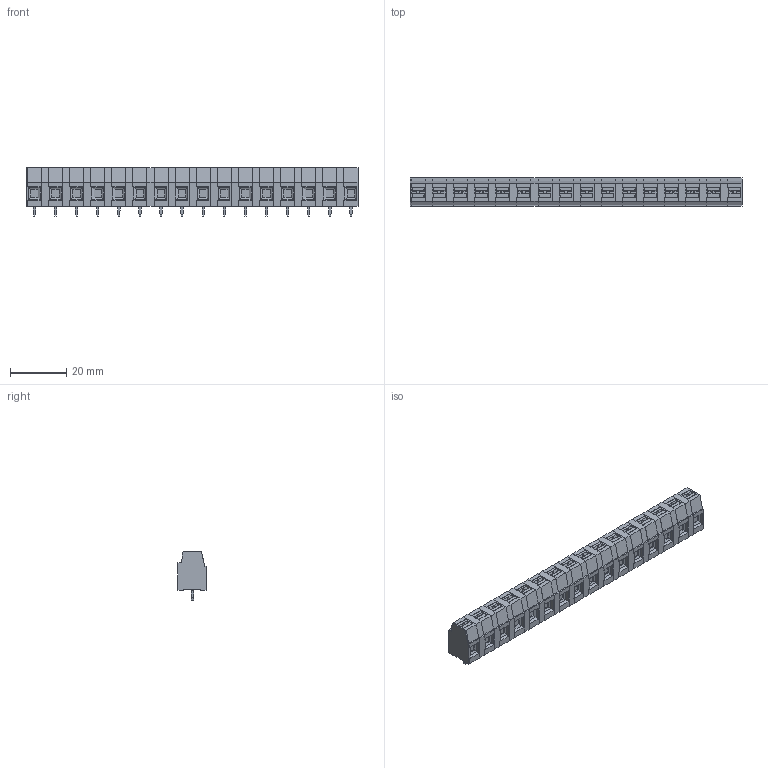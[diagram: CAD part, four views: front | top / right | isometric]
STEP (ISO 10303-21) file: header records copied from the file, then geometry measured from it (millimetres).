
FILE_DESCRIPTION(('CATIA V5 STEP Exchange','CAx-IF Rec.Pracs.--- Model Styling and Organization---1.4--- 2014-01-23'),'2;1');
FILE_NAME ('D1528361_0_2787710000_2787710000.stp','2022-04-25T07:50:57+00:00',('none'),('Weidmueller'),'CATIA Version 5-6 Release 2016 SP3 HF44','CATIA V5 STEP AP214','none');
FILE_SCHEMA(('AUTOMOTIVE_DESIGN { 1 0 10303 214 1 1 1 1 }'));
Products named in the file (1): 2787710000
Bounding box: 118 x 10 x 17.3 mm (x, y, z)
Volume: 14242.1 mm3; surface area: 15377.9 mm2
Topology: 64 solids, 97 shells, 2052 faces, 5722 edges, 3854 vertices
Faces by surface type: plane 1929, cylinder 111, cone 12
Entity records: 60080 total; most frequent: CARTESIAN_POINT 12907, ORIENTED_EDGE 11444, DIRECTION 6967, EDGE_CURVE 5722, VECTOR 5069, LINE 5069, VERTEX_POINT 3854, EDGE_LOOP 2074
